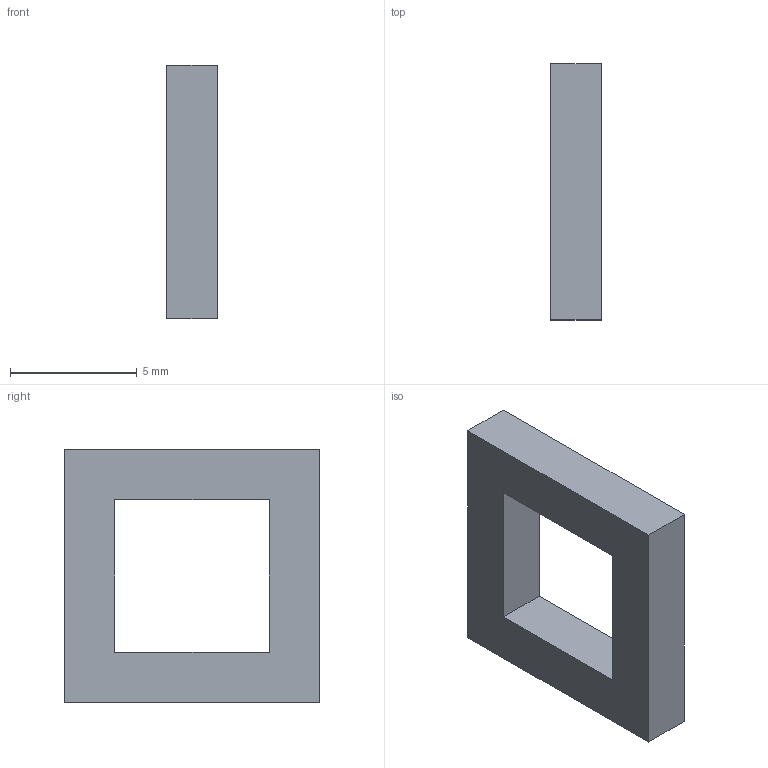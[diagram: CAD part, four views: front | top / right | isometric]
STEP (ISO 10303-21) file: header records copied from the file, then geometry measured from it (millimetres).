
FILE_DESCRIPTION(/* description */ (''),/* implementation_level */ '2;1');
FILE_NAME(/* name */ 'BON_TV~1',/* time_stamp */ '2018-10-04T09:19:58+02:00',/* author */ (''),/* organization */ (''),/* preprocessor_version */ 'ST-DEVELOPER v15',/* originating_system */ '',/* authorisation */ '');
FILE_SCHEMA (('AUTOMOTIVE_DESIGN'));
Length unit declared in the file: millimetre
Products named in the file (1): Document
Bounding box: 2 x 10.1 x 10 mm (x, y, z)
Volume: 89.5 mm3; surface area: 186.8 mm2
Topology: 1 solids, 1 shells, 10 faces, 24 edges, 16 vertices
Faces by surface type: plane 10
Entity records: 302 total; most frequent: CARTESIAN_POINT 92, ORIENTED_EDGE 48, EDGE_CURVE 24, B_SPLINE_CURVE_WITH_KNOTS 24, VERTEX_POINT 16, DIRECTION 14, EDGE_LOOP 12, AXIS2_PLACEMENT_3D 12
